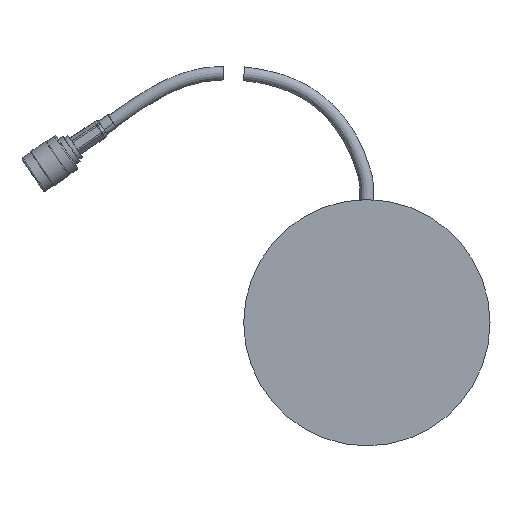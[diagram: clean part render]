
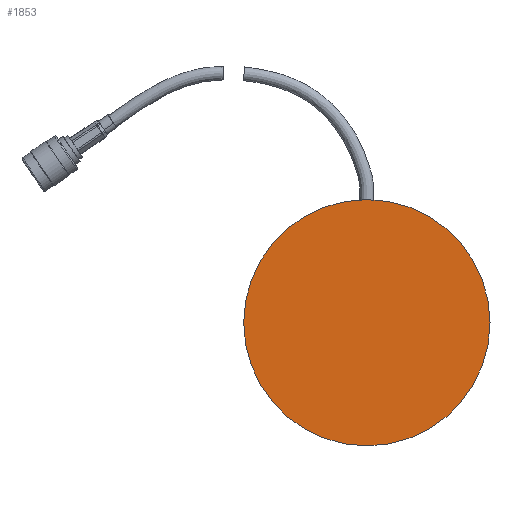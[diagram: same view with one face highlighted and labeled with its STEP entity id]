
A CAD part, front view. The second image highlights one B-rep face of the part: STEP entity #1853.
In plain terms, the highlighted planar face has unit normal (0, -1, 0).
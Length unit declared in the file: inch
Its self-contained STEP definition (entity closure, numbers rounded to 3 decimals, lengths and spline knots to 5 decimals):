
#446 = CIRCLE ( 'NONE', #4095, 1.75 ) ;
#1070 = CARTESIAN_POINT ( 'NONE',  ( 0., 0., -1.75 ) ) ;
#1078 = CARTESIAN_POINT ( 'NONE',  ( 0., 0., 1.75 ) ) ;
#1853 = ADVANCED_FACE ( 'NONE', ( #6994 ), #12259, .F. ) ;
#3289 = EDGE_LOOP ( 'NONE', ( #14914, #14913 ) ) ;
#4095 = AXIS2_PLACEMENT_3D ( 'NONE', #4217, #4218, #4219 ) ;
#4217 = CARTESIAN_POINT ( 'NONE',  ( 0., 0., 0. ) ) ;
#4218 = DIRECTION ( 'NONE',  ( 0., -1., 0. ) ) ;
#4219 = DIRECTION ( 'NONE',  ( 0., 0., -1. ) ) ;
#5233 = EDGE_CURVE ( 'NONE', #13526, #13525, #446, .T. ) ;
#5850 = AXIS2_PLACEMENT_3D ( 'NONE', #12236, #12197, #12171 ) ;
#6748 = EDGE_CURVE ( 'NONE', #13525, #13526, #9976, .T. ) ;
#6994 = FACE_OUTER_BOUND ( 'NONE', #3289, .T. ) ;
#8358 = CARTESIAN_POINT ( 'NONE',  ( 0., 0., 0. ) ) ;
#8359 = DIRECTION ( 'NONE',  ( 0., -1., 0. ) ) ;
#8360 = DIRECTION ( 'NONE',  ( 0., 0., -1. ) ) ;
#9976 = CIRCLE ( 'NONE', #15178, 1.75 ) ;
#12171 = DIRECTION ( 'NONE',  ( 0., 0., 1. ) ) ;
#12197 = DIRECTION ( 'NONE',  ( 0., 1., 0. ) ) ;
#12236 = CARTESIAN_POINT ( 'NONE',  ( -1.75, 0., 0. ) ) ;
#12259 = PLANE ( 'NONE',  #5850 ) ;
#13525 = VERTEX_POINT ( 'NONE', #1070 ) ;
#13526 = VERTEX_POINT ( 'NONE', #1078 ) ;
#14913 = ORIENTED_EDGE ( 'NONE', *, *, #5233, .T. ) ;
#14914 = ORIENTED_EDGE ( 'NONE', *, *, #6748, .T. ) ;
#15178 = AXIS2_PLACEMENT_3D ( 'NONE', #8358, #8359, #8360 ) ;
